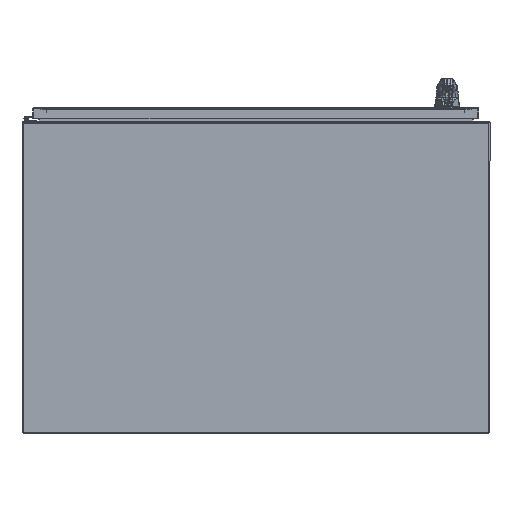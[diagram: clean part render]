
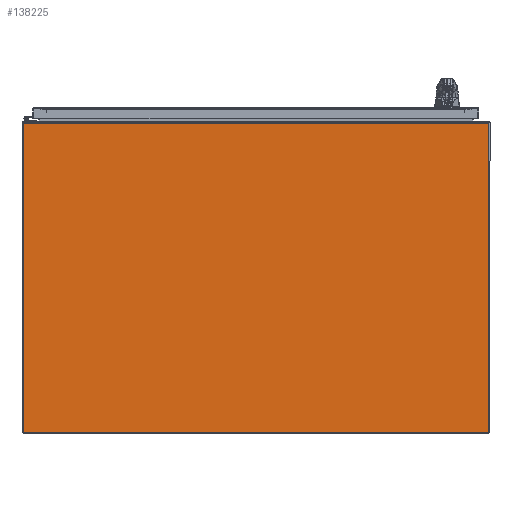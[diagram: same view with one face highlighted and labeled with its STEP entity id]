
A CAD part, front view. The second image highlights one B-rep face of the part: STEP entity #138225.
In plain terms, the highlighted face is planar.
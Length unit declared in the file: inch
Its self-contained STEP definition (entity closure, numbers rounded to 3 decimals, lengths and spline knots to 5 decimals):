
#4371 = LINE ( 'NONE', #94406, #131636 ) ;
#14972 = ORIENTED_EDGE ( 'NONE', *, *, #18232, .T. ) ;
#17487 = EDGE_CURVE ( 'NONE', #51541, #154576, #51936, .T. ) ;
#18232 = EDGE_CURVE ( 'NONE', #32793, #102095, #27836, .T. ) ;
#20274 = CARTESIAN_POINT ( 'NONE',  ( 35.9376, 0., 0. ) ) ;
#22826 = DIRECTION ( 'NONE',  ( 0., -1., 0. ) ) ;
#24290 = VECTOR ( 'NONE', #62142, 39.37008 ) ;
#27836 = LINE ( 'NONE', #110213, #34491 ) ;
#32793 = VERTEX_POINT ( 'NONE', #70990 ) ;
#34491 = VECTOR ( 'NONE', #92843, 39.37008 ) ;
#42983 = ORIENTED_EDGE ( 'NONE', *, *, #64197, .T. ) ;
#46278 = VECTOR ( 'NONE', #22826, 39.37008 ) ;
#46666 = CARTESIAN_POINT ( 'NONE',  ( 35.9376, -23.90635, 0. ) ) ;
#50524 = EDGE_LOOP ( 'NONE', ( #42983, #14972, #67875, #102709 ) ) ;
#51541 = VERTEX_POINT ( 'NONE', #120257 ) ;
#51936 = LINE ( 'NONE', #20274, #46278 ) ;
#52973 = DIRECTION ( 'NONE',  ( 0., 0., 1. ) ) ;
#57149 = LINE ( 'NONE', #61958, #24290 ) ;
#58944 = CARTESIAN_POINT ( 'NONE',  ( 0., 0., 0. ) ) ;
#61958 = CARTESIAN_POINT ( 'NONE',  ( 26.9532, -23.90635, 0. ) ) ;
#62142 = DIRECTION ( 'NONE',  ( -1., 0., 0. ) ) ;
#64197 = EDGE_CURVE ( 'NONE', #154576, #32793, #57149, .T. ) ;
#65179 = EDGE_CURVE ( 'NONE', #102095, #51541, #4371, .T. ) ;
#67875 = ORIENTED_EDGE ( 'NONE', *, *, #65179, .T. ) ;
#70990 = CARTESIAN_POINT ( 'NONE',  ( 0., -23.90635, 0. ) ) ;
#91655 = DIRECTION ( 'NONE',  ( 1., 0., 0. ) ) ;
#92843 = DIRECTION ( 'NONE',  ( 0., 1., 0. ) ) ;
#94406 = CARTESIAN_POINT ( 'NONE',  ( 0., 0., 0. ) ) ;
#102095 = VERTEX_POINT ( 'NONE', #58944 ) ;
#102709 = ORIENTED_EDGE ( 'NONE', *, *, #17487, .T. ) ;
#110213 = CARTESIAN_POINT ( 'NONE',  ( 0., -24.0313, 0. ) ) ;
#110244 = AXIS2_PLACEMENT_3D ( 'NONE', #126695, #52973, #138997 ) ;
#120257 = CARTESIAN_POINT ( 'NONE',  ( 35.9376, 0., 0. ) ) ;
#126695 = CARTESIAN_POINT ( 'NONE',  ( 17.9688, -12.01565, 0. ) ) ;
#131636 = VECTOR ( 'NONE', #91655, 39.37008 ) ;
#134247 = FACE_OUTER_BOUND ( 'NONE', #50524, .T. ) ;
#138225 = ADVANCED_FACE ( 'NONE', ( #134247 ), #151098, .F. ) ;
#138997 = DIRECTION ( 'NONE',  ( 1., 0., 0. ) ) ;
#151098 = PLANE ( 'NONE',  #110244 ) ;
#154576 = VERTEX_POINT ( 'NONE', #46666 ) ;
